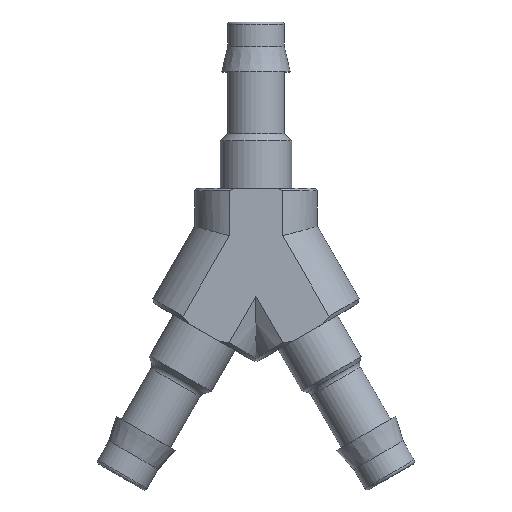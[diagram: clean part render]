
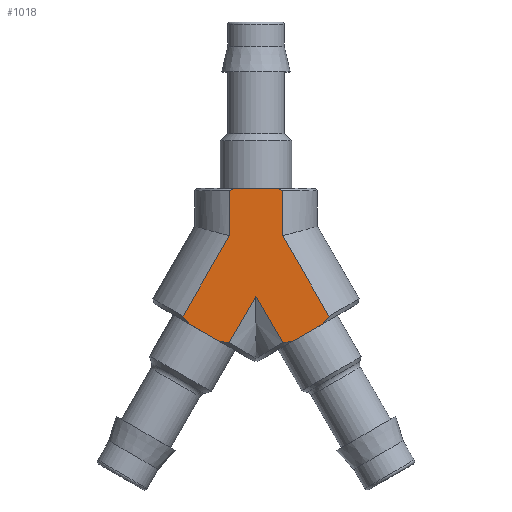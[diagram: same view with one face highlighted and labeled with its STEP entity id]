
A CAD part, top view. The second image highlights one B-rep face of the part: STEP entity #1018.
In plain terms, the highlighted planar face has unit normal (0, 0, 1).
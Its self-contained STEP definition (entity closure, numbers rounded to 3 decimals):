
#53=LINE('',#1366,#71);
#54=LINE('',#1372,#72);
#57=LINE('',#1413,#75);
#58=LINE('',#1417,#76);
#60=LINE('',#1423,#78);
#61=LINE('',#1427,#79);
#63=LINE('',#1433,#81);
#66=LINE('',#1444,#84);
#69=LINE('',#1481,#87);
#71=VECTOR('',#1137,1000.);
#72=VECTOR('',#1144,1000.);
#75=VECTOR('',#1167,1000.);
#76=VECTOR('',#1172,1000.);
#78=VECTOR('',#1178,1000.);
#79=VECTOR('',#1183,1000.);
#81=VECTOR('',#1189,1000.);
#84=VECTOR('',#1200,1000.);
#87=VECTOR('',#1217,1000.);
#98=PLANE('',#1121);
#289=ORIENTED_EDGE('',*,*,#348,.T.);
#290=ORIENTED_EDGE('',*,*,#312,.T.);
#291=ORIENTED_EDGE('',*,*,#304,.T.);
#292=ORIENTED_EDGE('',*,*,#334,.T.);
#293=ORIENTED_EDGE('',*,*,#336,.T.);
#294=ORIENTED_EDGE('',*,*,#319,.T.);
#295=ORIENTED_EDGE('',*,*,#315,.T.);
#296=ORIENTED_EDGE('',*,*,#350,.T.);
#297=ORIENTED_EDGE('',*,*,#344,.T.);
#298=ORIENTED_EDGE('',*,*,#355,.T.);
#299=ORIENTED_EDGE('',*,*,#352,.T.);
#300=ORIENTED_EDGE('',*,*,#329,.T.);
#301=ORIENTED_EDGE('',*,*,#323,.T.);
#302=ORIENTED_EDGE('',*,*,#331,.T.);
#303=ORIENTED_EDGE('',*,*,#339,.T.);
#304=EDGE_CURVE('',#385,#386,#448,.T.);
#312=EDGE_CURVE('',#392,#385,#53,.T.);
#315=EDGE_CURVE('',#395,#396,#54,.T.);
#319=EDGE_CURVE('',#399,#395,#451,.T.);
#323=EDGE_CURVE('',#401,#402,#453,.T.);
#329=EDGE_CURVE('',#406,#401,#57,.T.);
#331=EDGE_CURVE('',#402,#408,#58,.T.);
#334=EDGE_CURVE('',#386,#410,#60,.T.);
#336=EDGE_CURVE('',#410,#399,#61,.T.);
#339=EDGE_CURVE('',#408,#412,#63,.F.);
#344=EDGE_CURVE('',#417,#416,#66,.F.);
#348=EDGE_CURVE('',#412,#392,#456,.T.);
#350=EDGE_CURVE('',#396,#417,#458,.T.);
#352=EDGE_CURVE('',#419,#406,#460,.T.);
#355=EDGE_CURVE('',#416,#419,#69,.F.);
#385=VERTEX_POINT('',#1344);
#386=VERTEX_POINT('',#1345);
#392=VERTEX_POINT('',#1364);
#395=VERTEX_POINT('',#1373);
#396=VERTEX_POINT('',#1374);
#399=VERTEX_POINT('',#1385);
#401=VERTEX_POINT('',#1398);
#402=VERTEX_POINT('',#1399);
#406=VERTEX_POINT('',#1411);
#408=VERTEX_POINT('',#1418);
#410=VERTEX_POINT('',#1424);
#412=VERTEX_POINT('',#1432);
#416=VERTEX_POINT('',#1443);
#417=VERTEX_POINT('',#1445);
#419=VERTEX_POINT('',#1477);
#448=B_SPLINE_CURVE_WITH_KNOTS('',3,(#1340,#1341,#1342,#1343),
 .UNSPECIFIED.,.F.,.F.,(4,4),(0.014,0.015),
 .UNSPECIFIED.);
#451=B_SPLINE_CURVE_WITH_KNOTS('',3,(#1381,#1382,#1383,#1384),
 .UNSPECIFIED.,.F.,.F.,(4,4),(0.011,0.012),
 .UNSPECIFIED.);
#453=B_SPLINE_CURVE_WITH_KNOTS('',3,(#1394,#1395,#1396,#1397),
 .UNSPECIFIED.,.F.,.F.,(4,4),(0.003,0.004),
 .UNSPECIFIED.);
#456=B_SPLINE_CURVE_WITH_KNOTS('',3,(#1454,#1455,#1456,#1457),
 .UNSPECIFIED.,.F.,.F.,(4,4),(0.011,0.011),
 .UNSPECIFIED.);
#458=B_SPLINE_CURVE_WITH_KNOTS('',3,(#1463,#1464,#1465,#1466),
 .UNSPECIFIED.,.F.,.F.,(4,4),(0.014,0.015),
 .UNSPECIFIED.);
#460=B_SPLINE_CURVE_WITH_KNOTS('',3,(#1473,#1474,#1475,#1476),
 .UNSPECIFIED.,.F.,.F.,(4,4),(0.,0.),
 .UNSPECIFIED.);
#540=EDGE_LOOP('',(#289,#290,#291,#292,#293,#294,#295,#296,#297,#298,#299,
#300,#301,#302,#303));
#620=FACE_BOUND('',#540,.T.);
#1018=ADVANCED_FACE('',(#620),#98,.T.);
#1121=AXIS2_PLACEMENT_3D('',#1569,#1336,#1337);
#1137=DIRECTION('',(0.866,-0.5,0.));
#1144=DIRECTION('',(0.866,0.5,0.));
#1167=DIRECTION('',(-1.,0.,0.));
#1172=DIRECTION('',(0.,-1.,0.));
#1178=DIRECTION('',(0.5,0.866,0.));
#1183=DIRECTION('',(0.5,-0.866,0.));
#1189=DIRECTION('',(0.5,0.866,0.));
#1200=DIRECTION('',(0.5,-0.866,0.));
#1217=DIRECTION('',(0.,-1.,0.));
#1336=DIRECTION('',(0.,0.,1.));
#1337=DIRECTION('',(0.,-1.,0.));
#1340=CARTESIAN_POINT('',(-2.606,-6.894,3.9));
#1341=CARTESIAN_POINT('',(-2.372,-6.952,3.9));
#1342=CARTESIAN_POINT('',(-2.132,-6.992,3.9));
#1343=CARTESIAN_POINT('',(-1.894,-7.02,3.9));
#1344=CARTESIAN_POINT('',(-2.606,-6.894,3.9));
#1345=CARTESIAN_POINT('',(-1.894,-7.02,3.9));
#1364=CARTESIAN_POINT('',(-4.668,-5.704,3.9));
#1366=CARTESIAN_POINT('',(-5.802,-5.049,3.9));
#1372=CARTESIAN_POINT('',(7.168,-4.261,3.9));
#1373=CARTESIAN_POINT('',(2.606,-6.894,3.9));
#1374=CARTESIAN_POINT('',(4.668,-5.704,3.9));
#1381=CARTESIAN_POINT('',(1.894,-7.02,3.9));
#1382=CARTESIAN_POINT('',(2.133,-6.992,3.9));
#1383=CARTESIAN_POINT('',(2.371,-6.952,3.9));
#1384=CARTESIAN_POINT('',(2.606,-6.894,3.9));
#1385=CARTESIAN_POINT('',(1.894,-7.02,3.9));
#1394=CARTESIAN_POINT('',(-1.514,3.825,3.9));
#1395=CARTESIAN_POINT('',(-1.634,3.782,3.9));
#1396=CARTESIAN_POINT('',(-1.752,3.734,3.9));
#1397=CARTESIAN_POINT('',(-1.87,3.684,3.9));
#1398=CARTESIAN_POINT('',(-1.514,3.825,3.9));
#1399=CARTESIAN_POINT('',(-1.87,3.684,3.9));
#1411=CARTESIAN_POINT('',(1.514,3.825,3.9));
#1413=CARTESIAN_POINT('',(2.5,3.825,3.9));
#1417=CARTESIAN_POINT('',(-1.87,-2.61,3.9));
#1418=CARTESIAN_POINT('',(-1.87,0.501,3.9));
#1423=CARTESIAN_POINT('',(1.619,-0.935,3.9));
#1424=CARTESIAN_POINT('',(0.,-3.739,3.9));
#1427=CARTESIAN_POINT('',(7.868,-17.368,3.9));
#1432=CARTESIAN_POINT('',(-5.132,-5.15,3.9));
#1433=CARTESIAN_POINT('',(-1.619,0.935,3.9));
#1443=CARTESIAN_POINT('',(1.87,0.501,3.9));
#1444=CARTESIAN_POINT('',(11.107,-15.498,3.9));
#1445=CARTESIAN_POINT('',(5.132,-5.15,3.9));
#1454=CARTESIAN_POINT('',(-5.132,-5.15,3.9));
#1455=CARTESIAN_POINT('',(-4.989,-5.343,3.9));
#1456=CARTESIAN_POINT('',(-4.834,-5.53,3.9));
#1457=CARTESIAN_POINT('',(-4.668,-5.704,3.9));
#1463=CARTESIAN_POINT('',(4.668,-5.704,3.9));
#1464=CARTESIAN_POINT('',(4.834,-5.531,3.9));
#1465=CARTESIAN_POINT('',(4.989,-5.343,3.9));
#1466=CARTESIAN_POINT('',(5.132,-5.15,3.9));
#1473=CARTESIAN_POINT('',(1.87,3.684,3.9));
#1474=CARTESIAN_POINT('',(1.752,3.734,3.9));
#1475=CARTESIAN_POINT('',(1.634,3.782,3.9));
#1476=CARTESIAN_POINT('',(1.514,3.825,3.9));
#1477=CARTESIAN_POINT('',(1.87,3.684,3.9));
#1481=CARTESIAN_POINT('',(1.87,-2.61,3.9));
#1569=CARTESIAN_POINT('',(7.8,-11.7,3.9));
